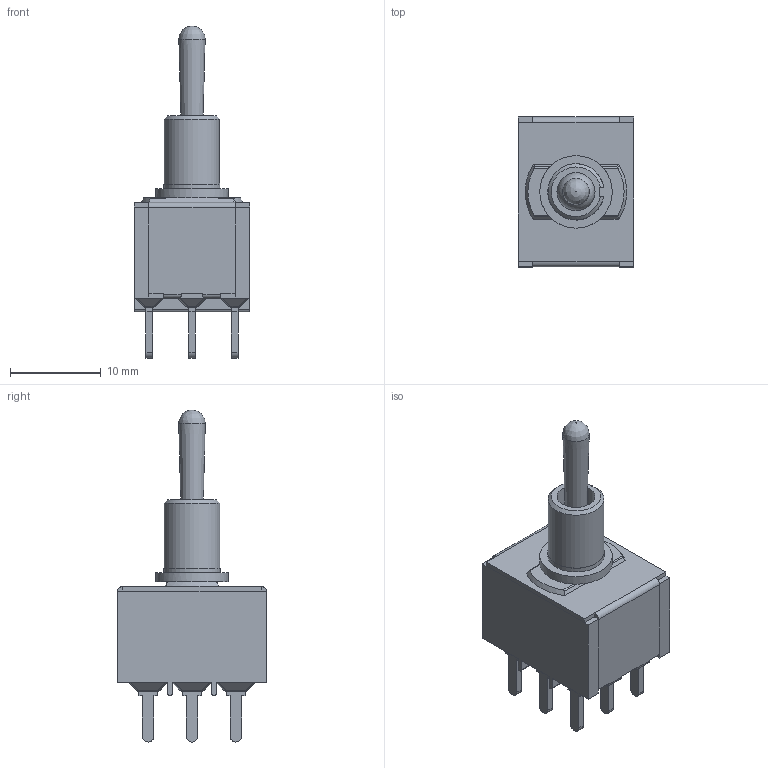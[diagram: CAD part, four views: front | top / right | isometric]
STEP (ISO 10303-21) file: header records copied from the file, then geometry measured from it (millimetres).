
FILE_DESCRIPTION(/* description */ (''),/* implementation_level */ '2;1');
FILE_NAME(/* name */ '1003P2T1B6M2xE.stp',/* time_stamp */ '2026-01-22T09:52:19-06:00',/* author */ ('mroman'),/* organization */ (''),/* preprocessor_version */ 'ST-DEVELOPER v18.1',/* originating_system */ 'Autodesk Inventor 2022',/* authorisation */ '');
FILE_SCHEMA (('AUTOMOTIVE_DESIGN { 1 0 10303 214 3 1 1 }'));
Length unit declared in the file: millimetre
Products named in the file (1): 1003P2T1B6M2xE
Bounding box: 12.7 x 16.51 x 36.58 mm (x, y, z)
Volume: 2654.7 mm3; surface area: 1887.9 mm2
Topology: 1 solids, 4 shells, 414 faces, 1071 edges, 632 vertices
Faces by surface type: plane 260, cylinder 107, sphere 38, cone 5, bspline 4
Full cylindrical faces by diameter (mm): 1.65 x1, 4.2 x2, 7.98 x1
Entity records: 12415 total; most frequent: CARTESIAN_POINT 2373, DIRECTION 2114, ORIENTED_EDGE 2070, EDGE_CURVE 1035, LINE 732, VECTOR 732, AXIS2_PLACEMENT_3D 691, VERTEX_POINT 632
